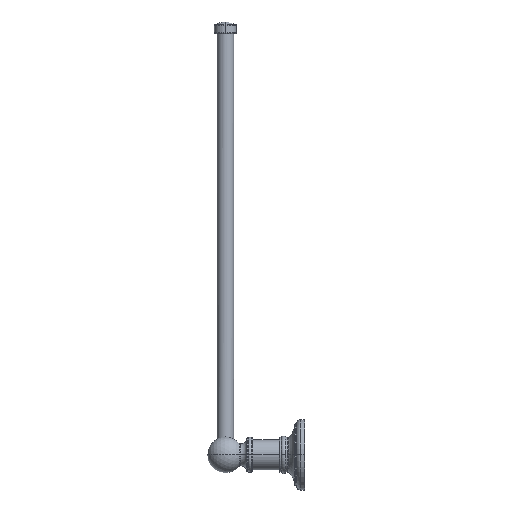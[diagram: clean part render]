
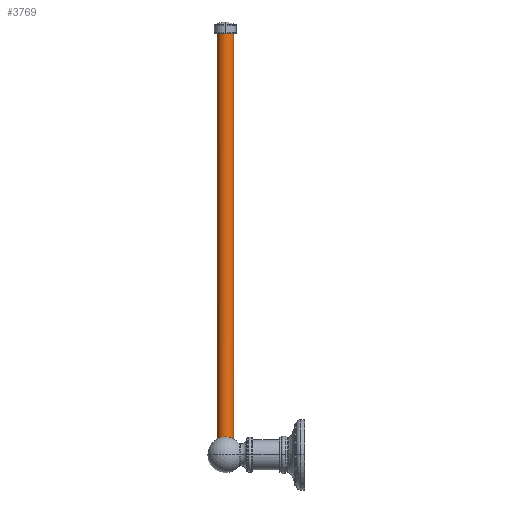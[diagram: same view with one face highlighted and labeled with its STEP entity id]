
A CAD part, left-side view. The second image highlights one B-rep face of the part: STEP entity #3769.
In plain terms, the highlighted cylindrical face has radius 6 mm (diameter 12 mm), a partial arc.
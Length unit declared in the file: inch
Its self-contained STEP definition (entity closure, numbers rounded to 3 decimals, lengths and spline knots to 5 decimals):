
#3398=CARTESIAN_POINT('',(1.12205,1.28932,0.2672));
#3410=DIRECTION('',(0.,0.,1.));
#3411=VECTOR('',#3410,11.72099);
#3412=CARTESIAN_POINT('',(1.12205,1.28932,0.2672));
#3413=LINE('',#3412,#3411);
#3428=CARTESIAN_POINT('',(1.12205,1.76175,0.2672));
#3430=CARTESIAN_POINT('',(1.12205,1.76175,0.2672));
#3431=CARTESIAN_POINT('',(1.10908,1.76175,0.26721));
#3432=CARTESIAN_POINT('',(1.08222,1.75962,0.26983));
#3433=CARTESIAN_POINT('',(1.04058,1.74873,0.28235));
#3434=CARTESIAN_POINT('',(0.99887,1.72903,
0.30238));
#3435=CARTESIAN_POINT('',(0.95772,1.69808,
0.32818));
#3436=CARTESIAN_POINT('',(0.92311,1.65635,
0.35364));
#3437=CARTESIAN_POINT('',(0.90119,1.61349,
0.37112));
#3438=CARTESIAN_POINT('',(0.88844,1.56927,
0.38165));
#3439=CARTESIAN_POINT('',(0.88583,1.5399,
0.38385));
#3440=CARTESIAN_POINT('',(0.88583,1.52554,
0.38386));
#3442=DIRECTION('',(0.,0.,1.));
#3443=VECTOR('',#3442,11.72099);
#3444=CARTESIAN_POINT('',(1.12205,1.76175,0.2672));
#3445=LINE('',#3444,#3443);
#3446=CARTESIAN_POINT('',(1.12205,1.52554,11.98819));
#3447=DIRECTION('',(0.,0.,1.));
#3448=DIRECTION('',(0.,1.,0.));
#3449=AXIS2_PLACEMENT_3D('',#3446,#3447,#3448);
#3451=CARTESIAN_POINT('',(0.88583,1.52554,
0.38386));
#3452=CARTESIAN_POINT('',(0.88583,1.51119,
0.38385));
#3453=CARTESIAN_POINT('',(0.88842,1.48183,
0.38167));
#3454=CARTESIAN_POINT('',(0.90128,1.43737,
0.37105));
#3455=CARTESIAN_POINT('',(0.92313,1.39469,
0.35363));
#3456=CARTESIAN_POINT('',(0.958,1.35273,
0.32799));
#3457=CARTESIAN_POINT('',(0.99884,1.32207,
0.3024));
#3458=CARTESIAN_POINT('',(1.04085,1.30224,0.28224));
#3459=CARTESIAN_POINT('',(1.08216,1.29149,0.26987));
#3460=CARTESIAN_POINT('',(1.10905,1.28932,0.2672));
#3461=CARTESIAN_POINT('',(1.12205,1.28932,0.2672));
#3463=CARTESIAN_POINT('',(1.12205,1.76176,11.98819));
#3464=CARTESIAN_POINT('',(1.12205,1.28932,11.98819));
#3465=VERTEX_POINT('',#3463);
#3466=VERTEX_POINT('',#3464);
#3469=VERTEX_POINT('',#3398);
#3472=VERTEX_POINT('',#3428);
#3474=VERTEX_POINT('',#3440);
#3756=CARTESIAN_POINT('',(1.12205,1.52554,0.));
#3757=DIRECTION('',(0.,0.,1.));
#3758=DIRECTION('',(0.,1.,0.));
#3759=AXIS2_PLACEMENT_3D('',#3756,#3757,#3758);
#3760=CYLINDRICAL_SURFACE('',#3759,0.23622);
#3761=ORIENTED_EDGE('',*,*,#3627,.F.);
#3762=ORIENTED_EDGE('',*,*,#3750,.T.);
#3764=ORIENTED_EDGE('',*,*,#3763,.T.);
#3765=ORIENTED_EDGE('',*,*,#3746,.F.);
#3766=ORIENTED_EDGE('',*,*,#3572,.F.);
#3767=EDGE_LOOP('',(#3761,#3762,#3764,#3765,#3766));
#3768=FACE_OUTER_BOUND('',#3767,.F.);
#3769=ADVANCED_FACE('',(#3768),#3760,.T.);
#3441=B_SPLINE_CURVE_WITH_KNOTS('',3,(#3430,#3431,#3432,#3433,#3434,#3435,#3436,
#3437,#3438,#3439,#3440),.UNSPECIFIED.,.F.,.F.,(4,1,1,1,1,1,1,1,4),(0.,
0.125,0.25,0.375,0.5,0.625,0.75,0.875,1.),.UNSPECIFIED.);
#3450=CIRCLE('',#3449,0.23622);
#3462=B_SPLINE_CURVE_WITH_KNOTS('',3,(#3451,#3452,#3453,#3454,#3455,#3456,#3457,
#3458,#3459,#3460,#3461),.UNSPECIFIED.,.F.,.F.,(4,1,1,1,1,1,1,1,4),(0.,
0.125,0.25,0.375,0.5,0.625,0.75,0.875,1.),.UNSPECIFIED.);
#3572=EDGE_CURVE('',#3474,#3469,#3462,.T.);
#3627=EDGE_CURVE('',#3472,#3474,#3441,.T.);
#3746=EDGE_CURVE('',#3469,#3466,#3413,.T.);
#3750=EDGE_CURVE('',#3472,#3465,#3445,.T.);
#3763=EDGE_CURVE('',#3465,#3466,#3450,.T.);
